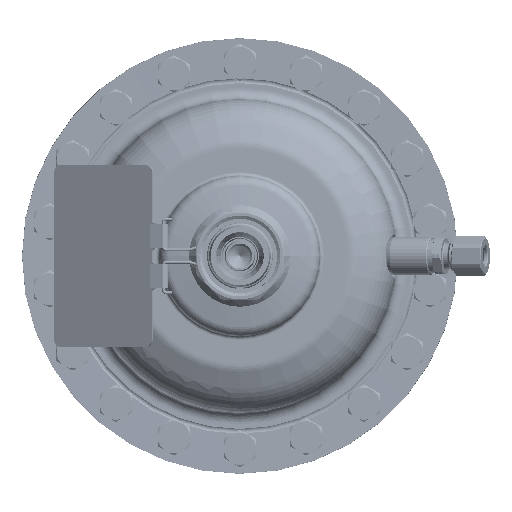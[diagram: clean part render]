
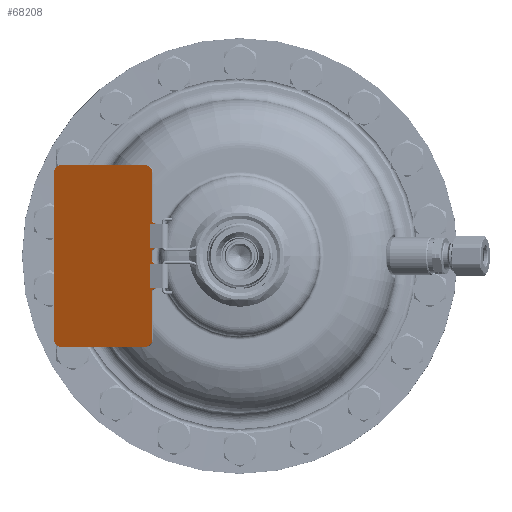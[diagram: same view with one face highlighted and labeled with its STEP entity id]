
A CAD part, front view. The second image highlights one B-rep face of the part: STEP entity #68208.
In plain terms, the highlighted face is planar.
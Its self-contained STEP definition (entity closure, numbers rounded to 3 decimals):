
#67615=CARTESIAN_POINT('',(2.5,1.,1.5));
#67616=DIRECTION('',(0.,-1.,0.));
#67617=DIRECTION('',(0.,0.,-1.));
#67618=AXIS2_PLACEMENT_3D('',#67615,#67616,#67617);
#67620=DIRECTION('',(0.,0.,-1.));
#67621=VECTOR('',#67620,1.536);
#67622=CARTESIAN_POINT('',(4.,1.,3.036));
#67623=LINE('',#67622,#67621);
#67624=DIRECTION('',(1.,0.,0.));
#67625=VECTOR('',#67624,5.);
#67626=CARTESIAN_POINT('',(-2.5,1.,0.));
#67627=LINE('',#67626,#67625);
#67628=DIRECTION('',(0.,0.,-1.));
#67629=VECTOR('',#67628,1.536);
#67630=CARTESIAN_POINT('',(-4.,1.,3.036));
#67631=LINE('',#67630,#67629);
#67632=DIRECTION('',(1.,0.,0.));
#67633=VECTOR('',#67632,25.);
#67634=CARTESIAN_POINT('',(-43.5,1.,0.));
#67635=LINE('',#67634,#67633);
#67636=CARTESIAN_POINT('',(-43.5,1.,-4.));
#67637=DIRECTION('',(0.,1.,0.));
#67638=DIRECTION('',(-1.,0.,0.));
#67639=AXIS2_PLACEMENT_3D('',#67636,#67637,#67638);
#67641=DIRECTION('',(0.,0.,1.));
#67642=VECTOR('',#67641,52.);
#67643=CARTESIAN_POINT('',(-47.5,1.,-56.));
#67644=LINE('',#67643,#67642);
#67645=CARTESIAN_POINT('',(-43.5,1.,-56.));
#67646=DIRECTION('',(0.,1.,0.));
#67647=DIRECTION('',(0.,0.,-1.));
#67648=AXIS2_PLACEMENT_3D('',#67645,#67646,#67647);
#67650=DIRECTION('',(-1.,0.,0.));
#67651=VECTOR('',#67650,87.);
#67652=CARTESIAN_POINT('',(43.5,1.,-60.));
#67653=LINE('',#67652,#67651);
#67654=CARTESIAN_POINT('',(43.5,1.,-56.));
#67655=DIRECTION('',(0.,1.,0.));
#67656=DIRECTION('',(1.,0.,0.));
#67657=AXIS2_PLACEMENT_3D('',#67654,#67655,#67656);
#67659=DIRECTION('',(0.,0.,-1.));
#67660=VECTOR('',#67659,52.);
#67661=CARTESIAN_POINT('',(47.5,1.,-4.));
#67662=LINE('',#67661,#67660);
#67663=CARTESIAN_POINT('',(43.5,1.,-4.));
#67664=DIRECTION('',(0.,1.,0.));
#67665=DIRECTION('',(0.,0.,1.));
#67666=AXIS2_PLACEMENT_3D('',#67663,#67664,#67665);
#67668=DIRECTION('',(1.,0.,0.));
#67669=VECTOR('',#67668,25.);
#67670=CARTESIAN_POINT('',(18.5,1.,0.));
#67671=LINE('',#67670,#67669);
#67681=DIRECTION('',(1.,0.,0.));
#67682=VECTOR('',#67681,13.);
#67683=CARTESIAN_POINT('',(-17.,1.,3.036));
#67684=LINE('',#67683,#67682);
#67690=DIRECTION('',(1.,0.,0.));
#67691=VECTOR('',#67690,13.);
#67692=CARTESIAN_POINT('',(4.,1.,3.036));
#67693=LINE('',#67692,#67691);
#67720=DIRECTION('',(0.,0.,1.));
#67721=VECTOR('',#67720,1.536);
#67722=CARTESIAN_POINT('',(-17.,1.,1.5));
#67723=LINE('',#67722,#67721);
#67760=CARTESIAN_POINT('',(-18.5,1.,1.5));
#67761=DIRECTION('',(0.,-1.,0.));
#67762=DIRECTION('',(0.,0.,-1.));
#67763=AXIS2_PLACEMENT_3D('',#67760,#67761,#67762);
#67815=CARTESIAN_POINT('',(18.5,1.,1.5));
#67816=DIRECTION('',(0.,-1.,0.));
#67817=DIRECTION('',(-1.,0.,0.));
#67818=AXIS2_PLACEMENT_3D('',#67815,#67816,#67817);
#67860=DIRECTION('',(0.,0.,1.));
#67861=VECTOR('',#67860,1.536);
#67862=CARTESIAN_POINT('',(17.,1.,1.5));
#67863=LINE('',#67862,#67861);
#67948=CARTESIAN_POINT('',(-2.5,1.,1.5));
#67949=DIRECTION('',(0.,-1.,0.));
#67950=DIRECTION('',(-1.,0.,0.));
#67951=AXIS2_PLACEMENT_3D('',#67948,#67949,#67950);
#67958=CARTESIAN_POINT('',(-17.,1.,3.036));
#67960=VERTEX_POINT('',#67958);
#67966=CARTESIAN_POINT('',(17.,1.,3.036));
#67968=VERTEX_POINT('',#67966);
#67974=CARTESIAN_POINT('',(-4.,1.,3.036));
#67976=VERTEX_POINT('',#67974);
#67978=CARTESIAN_POINT('',(4.,1.,3.036));
#67980=VERTEX_POINT('',#67978);
#68010=CARTESIAN_POINT('',(-47.5,1.,-4.));
#68011=VERTEX_POINT('',#68010);
#68012=CARTESIAN_POINT('',(-43.5,1.,0.));
#68013=VERTEX_POINT('',#68012);
#68018=CARTESIAN_POINT('',(-43.5,1.,-60.));
#68019=VERTEX_POINT('',#68018);
#68020=CARTESIAN_POINT('',(-47.5,1.,-56.));
#68021=VERTEX_POINT('',#68020);
#68026=CARTESIAN_POINT('',(47.5,1.,-56.));
#68027=VERTEX_POINT('',#68026);
#68028=CARTESIAN_POINT('',(43.5,1.,-60.));
#68029=VERTEX_POINT('',#68028);
#68034=CARTESIAN_POINT('',(43.5,1.,0.));
#68035=VERTEX_POINT('',#68034);
#68036=CARTESIAN_POINT('',(47.5,1.,-4.));
#68037=VERTEX_POINT('',#68036);
#68042=CARTESIAN_POINT('',(2.5,1.,0.));
#68043=CARTESIAN_POINT('',(4.,1.,1.5));
#68044=VERTEX_POINT('',#68042);
#68045=VERTEX_POINT('',#68043);
#68046=CARTESIAN_POINT('',(-4.,1.,1.5));
#68047=CARTESIAN_POINT('',(-2.5,1.,0.));
#68048=VERTEX_POINT('',#68046);
#68049=VERTEX_POINT('',#68047);
#68054=CARTESIAN_POINT('',(-18.5,1.,0.));
#68056=VERTEX_POINT('',#68054);
#68058=CARTESIAN_POINT('',(-17.,1.,1.5));
#68060=VERTEX_POINT('',#68058);
#68063=CARTESIAN_POINT('',(18.5,1.,0.));
#68065=VERTEX_POINT('',#68063);
#68067=CARTESIAN_POINT('',(17.,1.,1.5));
#68069=VERTEX_POINT('',#68067);
#68163=CARTESIAN_POINT('',(0.,1.,0.));
#68164=DIRECTION('',(0.,1.,0.));
#68165=DIRECTION('',(1.,0.,0.));
#68166=AXIS2_PLACEMENT_3D('',#68163,#68164,#68165);
#68167=PLANE('',#68166);
#68169=ORIENTED_EDGE('',*,*,#68168,.T.);
#68170=ORIENTED_EDGE('',*,*,#68156,.F.);
#68171=ORIENTED_EDGE('',*,*,#68144,.F.);
#68173=ORIENTED_EDGE('',*,*,#68172,.F.);
#68175=ORIENTED_EDGE('',*,*,#68174,.F.);
#68177=ORIENTED_EDGE('',*,*,#68176,.F.);
#68179=ORIENTED_EDGE('',*,*,#68178,.F.);
#68181=ORIENTED_EDGE('',*,*,#68180,.F.);
#68183=ORIENTED_EDGE('',*,*,#68182,.F.);
#68185=ORIENTED_EDGE('',*,*,#68184,.F.);
#68187=ORIENTED_EDGE('',*,*,#68186,.F.);
#68189=ORIENTED_EDGE('',*,*,#68188,.F.);
#68191=ORIENTED_EDGE('',*,*,#68190,.F.);
#68193=ORIENTED_EDGE('',*,*,#68192,.F.);
#68195=ORIENTED_EDGE('',*,*,#68194,.F.);
#68197=ORIENTED_EDGE('',*,*,#68196,.F.);
#68199=ORIENTED_EDGE('',*,*,#68198,.F.);
#68201=ORIENTED_EDGE('',*,*,#68200,.F.);
#68203=ORIENTED_EDGE('',*,*,#68202,.T.);
#68205=ORIENTED_EDGE('',*,*,#68204,.F.);
#68206=EDGE_LOOP('',(#68169,#68170,#68171,#68173,#68175,#68177,#68179,#68181,
#68183,#68185,#68187,#68189,#68191,#68193,#68195,#68197,#68199,#68201,#68203,
#68205));
#68207=FACE_OUTER_BOUND('',#68206,.F.);
#68208=ADVANCED_FACE('',(#68207),#68167,.T.);
#67619=CIRCLE('',#67618,1.5);
#67640=CIRCLE('',#67639,4.);
#67649=CIRCLE('',#67648,4.);
#67658=CIRCLE('',#67657,4.);
#67667=CIRCLE('',#67666,4.);
#67764=CIRCLE('',#67763,1.5);
#67819=CIRCLE('',#67818,1.5);
#67952=CIRCLE('',#67951,1.5);
#68144=EDGE_CURVE('',#68049,#68044,#67627,.T.);
#68156=EDGE_CURVE('',#68044,#68045,#67619,.T.);
#68168=EDGE_CURVE('',#67980,#68045,#67623,.T.);
#68172=EDGE_CURVE('',#68048,#68049,#67952,.T.);
#68174=EDGE_CURVE('',#67976,#68048,#67631,.T.);
#68176=EDGE_CURVE('',#67960,#67976,#67684,.T.);
#68178=EDGE_CURVE('',#68060,#67960,#67723,.T.);
#68180=EDGE_CURVE('',#68056,#68060,#67764,.T.);
#68182=EDGE_CURVE('',#68013,#68056,#67635,.T.);
#68184=EDGE_CURVE('',#68011,#68013,#67640,.T.);
#68186=EDGE_CURVE('',#68021,#68011,#67644,.T.);
#68188=EDGE_CURVE('',#68019,#68021,#67649,.T.);
#68190=EDGE_CURVE('',#68029,#68019,#67653,.T.);
#68192=EDGE_CURVE('',#68027,#68029,#67658,.T.);
#68194=EDGE_CURVE('',#68037,#68027,#67662,.T.);
#68196=EDGE_CURVE('',#68035,#68037,#67667,.T.);
#68198=EDGE_CURVE('',#68065,#68035,#67671,.T.);
#68200=EDGE_CURVE('',#68069,#68065,#67819,.T.);
#68202=EDGE_CURVE('',#68069,#67968,#67863,.T.);
#68204=EDGE_CURVE('',#67980,#67968,#67693,.T.);
